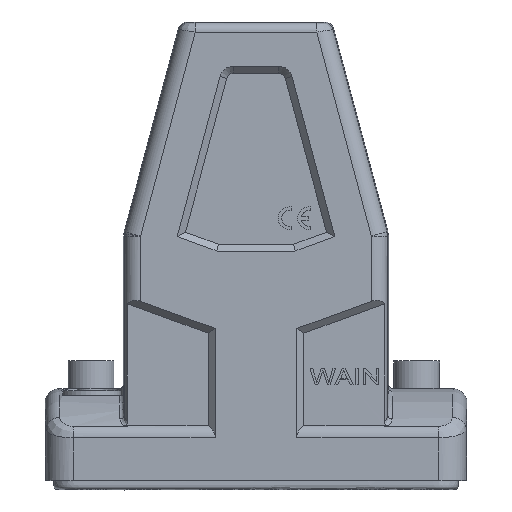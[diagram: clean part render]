
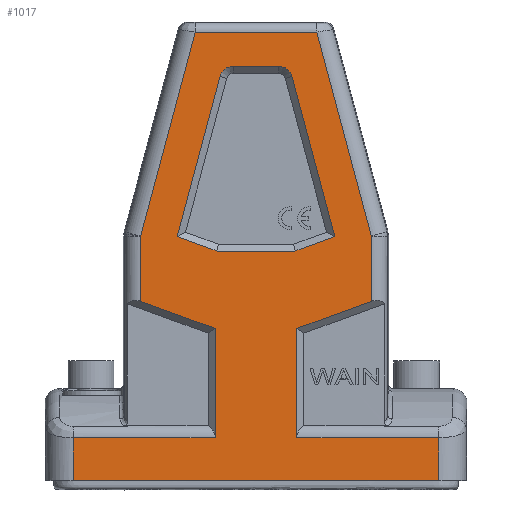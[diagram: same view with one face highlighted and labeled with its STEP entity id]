
A CAD part, top view. The second image highlights one B-rep face of the part: STEP entity #1017.
In plain terms, the highlighted planar face has unit normal (0, 0, 1).
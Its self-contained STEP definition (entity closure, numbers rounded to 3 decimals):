
#318=FACE_BOUND('',#2064,.T.);
#319=FACE_BOUND('',#2065,.T.);
#507=B_SPLINE_CURVE_WITH_KNOTS('',3,(#12480,#12481,#12482,#12483),
 .UNSPECIFIED.,.F.,.F.,(4,4),(0.,1.),.UNSPECIFIED.);
#511=B_SPLINE_CURVE_WITH_KNOTS('',3,(#12567,#12568,#12569,#12570),
 .UNSPECIFIED.,.F.,.F.,(4,4),(0.,1.),.UNSPECIFIED.);
#616=B_SPLINE_CURVE_WITH_KNOTS('',3,(#14517,#14518,#14519,#14520),
 .UNSPECIFIED.,.F.,.F.,(4,4),(0.,1.),.UNSPECIFIED.);
#622=B_SPLINE_CURVE_WITH_KNOTS('',3,(#14640,#14641,#14642,#14643),
 .UNSPECIFIED.,.F.,.F.,(4,4),(0.,1.),.UNSPECIFIED.);
#625=B_SPLINE_CURVE_WITH_KNOTS('',3,(#14659,#14660,#14661,#14662),
 .UNSPECIFIED.,.F.,.F.,(4,4),(0.,1.),.UNSPECIFIED.);
#629=B_SPLINE_CURVE_WITH_KNOTS('',3,(#14681,#14682,#14683,#14684),
 .UNSPECIFIED.,.F.,.F.,(4,4),(0.,1.),.UNSPECIFIED.);
#630=B_SPLINE_CURVE_WITH_KNOTS('',3,(#14708,#14709,#14710,#14711),
 .UNSPECIFIED.,.F.,.F.,(4,4),(0.,1.),.UNSPECIFIED.);
#1017=ADVANCED_FACE('',(#318,#319),#1256,.T.);
#1256=PLANE('',#7823);
#2064=EDGE_LOOP('',(#4176,#4177,#4178,#4179,#4180,#4181,#4182,#4183));
#2065=EDGE_LOOP('',(#4184,#4185,#4186,#4187,#4188,#4189,#4190,#4191,#4192,
#4193,#4194,#4195,#4196,#4197));
#2305=CIRCLE('',#7813,3.);
#2306=CIRCLE('',#7816,3.);
#4176=ORIENTED_EDGE('',*,*,#6068,.T.);
#4177=ORIENTED_EDGE('',*,*,#6065,.T.);
#4178=ORIENTED_EDGE('',*,*,#6060,.T.);
#4179=ORIENTED_EDGE('',*,*,#6059,.F.);
#4180=ORIENTED_EDGE('',*,*,#6055,.T.);
#4181=ORIENTED_EDGE('',*,*,#6053,.F.);
#4182=ORIENTED_EDGE('',*,*,#6050,.T.);
#4183=ORIENTED_EDGE('',*,*,#6070,.F.);
#4184=ORIENTED_EDGE('',*,*,#5751,.F.);
#4185=ORIENTED_EDGE('',*,*,#5746,.T.);
#4186=ORIENTED_EDGE('',*,*,#5740,.F.);
#4187=ORIENTED_EDGE('',*,*,#5723,.T.);
#4188=ORIENTED_EDGE('',*,*,#5720,.T.);
#4189=ORIENTED_EDGE('',*,*,#5718,.T.);
#4190=ORIENTED_EDGE('',*,*,#5711,.T.);
#4191=ORIENTED_EDGE('',*,*,#5706,.T.);
#4192=ORIENTED_EDGE('',*,*,#6071,.F.);
#4193=ORIENTED_EDGE('',*,*,#6072,.T.);
#4194=ORIENTED_EDGE('',*,*,#5999,.T.);
#4195=ORIENTED_EDGE('',*,*,#6004,.T.);
#4196=ORIENTED_EDGE('',*,*,#6005,.F.);
#4197=ORIENTED_EDGE('',*,*,#6010,.T.);
#4792=VERTEX_POINT('',#12114);
#4794=VERTEX_POINT('',#12119);
#4831=VERTEX_POINT('',#12477);
#4832=VERTEX_POINT('',#12479);
#4836=VERTEX_POINT('',#12571);
#4840=VERTEX_POINT('',#12599);
#4841=VERTEX_POINT('',#12603);
#4851=VERTEX_POINT('',#12671);
#4853=VERTEX_POINT('',#12732);
#5003=VERTEX_POINT('',#14516);
#5004=VERTEX_POINT('',#14521);
#5007=VERTEX_POINT('',#14532);
#5008=VERTEX_POINT('',#14536);
#5035=VERTEX_POINT('',#14632);
#5037=VERTEX_POINT('',#14639);
#5039=VERTEX_POINT('',#14650);
#5041=VERTEX_POINT('',#14663);
#5042=VERTEX_POINT('',#14673);
#5044=VERTEX_POINT('',#14685);
#5047=VERTEX_POINT('',#14692);
#5049=VERTEX_POINT('',#14701);
#5050=VERTEX_POINT('',#14707);
#5706=EDGE_CURVE('',#4831,#4832,#507,.T.);
#5711=EDGE_CURVE('',#4836,#4831,#511,.T.);
#5718=EDGE_CURVE('',#4840,#4836,#6510,.T.);
#5720=EDGE_CURVE('',#4841,#4840,#6512,.T.);
#5723=EDGE_CURVE('',#4794,#4841,#6513,.T.);
#5740=EDGE_CURVE('',#4794,#4851,#6519,.T.);
#5746=EDGE_CURVE('',#4853,#4851,#6521,.T.);
#5751=EDGE_CURVE('',#4853,#4792,#6522,.T.);
#5999=EDGE_CURVE('',#5004,#5003,#616,.T.);
#6004=EDGE_CURVE('',#5003,#5007,#6631,.T.);
#6005=EDGE_CURVE('',#5008,#5007,#6632,.T.);
#6010=EDGE_CURVE('',#5008,#4792,#6635,.T.);
#6050=EDGE_CURVE('',#5035,#5037,#622,.T.);
#6053=EDGE_CURVE('',#5035,#5039,#2305,.T.);
#6055=EDGE_CURVE('',#5041,#5039,#625,.T.);
#6059=EDGE_CURVE('',#5041,#5042,#2306,.T.);
#6060=EDGE_CURVE('',#5044,#5042,#629,.T.);
#6065=EDGE_CURVE('',#5047,#5044,#6667,.T.);
#6068=EDGE_CURVE('',#5049,#5047,#6670,.T.);
#6070=EDGE_CURVE('',#5049,#5037,#6672,.T.);
#6071=EDGE_CURVE('',#5050,#4832,#6673,.T.);
#6072=EDGE_CURVE('',#5050,#5004,#630,.T.);
#6510=LINE('',#12598,#7070);
#6512=LINE('',#12602,#7072);
#6513=LINE('',#12610,#7073);
#6519=LINE('',#12670,#7079);
#6521=LINE('',#12735,#7081);
#6522=LINE('',#12795,#7082);
#6631=LINE('',#14533,#7191);
#6632=LINE('',#14535,#7192);
#6635=LINE('',#14551,#7195);
#6667=LINE('',#14694,#7227);
#6670=LINE('',#14700,#7230);
#6672=LINE('',#14704,#7232);
#6673=LINE('',#14706,#7233);
#7070=VECTOR('',#8867,1.);
#7072=VECTOR('',#8871,1.);
#7073=VECTOR('',#8876,1.);
#7079=VECTOR('',#8904,1.);
#7081=VECTOR('',#8908,1.);
#7082=VECTOR('',#8911,1.);
#7191=VECTOR('',#9326,1.);
#7192=VECTOR('',#9329,1.);
#7195=VECTOR('',#9338,1.);
#7227=VECTOR('',#9436,1.);
#7230=VECTOR('',#9443,1.);
#7232=VECTOR('',#9447,1.);
#7233=VECTOR('',#9450,1.);
#7813=AXIS2_PLACEMENT_3D('',#14652,#9420,#9421);
#7816=AXIS2_PLACEMENT_3D('',#14679,#9426,#9427);
#7823=AXIS2_PLACEMENT_3D('',#14712,#9451,#9452);
#8867=DIRECTION('',(0.,-1.,0.));
#8871=DIRECTION('',(0.94,-0.342,0.));
#8876=DIRECTION('',(0.,-1.,0.));
#8904=DIRECTION('',(0.259,0.966,0.));
#8908=DIRECTION('',(-1.,0.,0.));
#8911=DIRECTION('',(0.259,-0.966,0.));
#9326=DIRECTION('',(0.,1.,0.));
#9329=DIRECTION('',(-0.94,-0.342,0.));
#9338=DIRECTION('',(0.,1.,0.));
#9420=DIRECTION('',(0.,0.,1.));
#9421=DIRECTION('',(0.966,0.259,0.));
#9426=DIRECTION('',(0.,0.,1.));
#9427=DIRECTION('',(0.,1.,0.));
#9436=DIRECTION('',(-0.94,0.342,0.));
#9443=DIRECTION('',(-1.,0.,0.));
#9447=DIRECTION('',(0.94,0.342,0.));
#9450=DIRECTION('',(-1.,0.,0.));
#9451=DIRECTION('',(0.,0.,1.));
#9452=DIRECTION('',(1.,0.,0.));
#12114=CARTESIAN_POINT('',(25.182,53.278,28.5));
#12119=CARTESIAN_POINT('',(-25.182,53.26,28.5));
#12477=CARTESIAN_POINT('',(-39.803,9.285,28.5));
#12479=CARTESIAN_POINT('',(-39.803,0.,28.5));
#12480=CARTESIAN_POINT('',(-39.803,9.285,28.5));
#12481=CARTESIAN_POINT('',(-39.803,6.19,28.5));
#12482=CARTESIAN_POINT('',(-39.803,3.095,28.5));
#12483=CARTESIAN_POINT('',(-39.803,0.,28.5));
#12567=CARTESIAN_POINT('',(-8.914,9.285,28.5));
#12568=CARTESIAN_POINT('',(-19.211,9.285,28.5));
#12569=CARTESIAN_POINT('',(-29.507,9.285,28.5));
#12570=CARTESIAN_POINT('',(-39.803,9.285,28.5));
#12571=CARTESIAN_POINT('',(-8.914,9.285,28.5));
#12598=CARTESIAN_POINT('',(-8.914,33.13,28.5));
#12599=CARTESIAN_POINT('',(-8.914,33.13,28.5));
#12602=CARTESIAN_POINT('',(-25.182,39.051,28.5));
#12603=CARTESIAN_POINT('',(-25.182,39.051,28.5));
#12610=CARTESIAN_POINT('',(-25.182,53.26,28.5));
#12670=CARTESIAN_POINT('',(-25.182,53.26,28.5));
#12671=CARTESIAN_POINT('',(-13.256,97.769,28.5));
#12732=CARTESIAN_POINT('',(13.261,97.769,28.5));
#12735=CARTESIAN_POINT('',(13.261,97.769,28.5));
#12795=CARTESIAN_POINT('',(13.261,97.769,28.5));
#14516=CARTESIAN_POINT('',(8.914,9.285,28.5));
#14517=CARTESIAN_POINT('',(39.803,9.285,28.5));
#14518=CARTESIAN_POINT('',(29.507,9.285,28.5));
#14519=CARTESIAN_POINT('',(19.211,9.285,28.5));
#14520=CARTESIAN_POINT('',(8.914,9.285,28.5));
#14521=CARTESIAN_POINT('',(39.803,9.285,28.5));
#14532=CARTESIAN_POINT('',(8.914,33.13,28.5));
#14533=CARTESIAN_POINT('',(8.914,9.285,28.5));
#14535=CARTESIAN_POINT('',(25.182,39.051,28.5));
#14536=CARTESIAN_POINT('',(25.182,39.051,28.5));
#14551=CARTESIAN_POINT('',(25.182,39.051,28.5));
#14632=CARTESIAN_POINT('',(7.837,88.059,28.5));
#14639=CARTESIAN_POINT('',(17.186,53.168,28.5));
#14640=CARTESIAN_POINT('',(7.837,88.059,28.5));
#14641=CARTESIAN_POINT('',(10.954,76.428,28.5));
#14642=CARTESIAN_POINT('',(14.07,64.798,28.5));
#14643=CARTESIAN_POINT('',(17.186,53.168,28.5));
#14650=CARTESIAN_POINT('',(4.94,90.282,28.5));
#14652=CARTESIAN_POINT('',(4.94,87.282,28.5));
#14659=CARTESIAN_POINT('',(-4.94,90.282,28.5));
#14660=CARTESIAN_POINT('',(-1.647,90.282,28.5));
#14661=CARTESIAN_POINT('',(1.647,90.282,28.5));
#14662=CARTESIAN_POINT('',(4.94,90.282,28.5));
#14663=CARTESIAN_POINT('',(-4.94,90.282,28.5));
#14673=CARTESIAN_POINT('',(-7.837,88.059,28.5));
#14679=CARTESIAN_POINT('',(-4.94,87.282,28.5));
#14681=CARTESIAN_POINT('',(-17.186,53.168,28.5));
#14682=CARTESIAN_POINT('',(-14.07,64.798,28.5));
#14683=CARTESIAN_POINT('',(-10.954,76.428,28.5));
#14684=CARTESIAN_POINT('',(-7.837,88.059,28.5));
#14685=CARTESIAN_POINT('',(-17.186,53.168,28.5));
#14692=CARTESIAN_POINT('',(-8.483,50.,28.5));
#14694=CARTESIAN_POINT('',(-8.483,50.,28.5));
#14700=CARTESIAN_POINT('',(8.483,50.,28.5));
#14701=CARTESIAN_POINT('',(8.483,50.,28.5));
#14704=CARTESIAN_POINT('',(8.483,50.,28.5));
#14706=CARTESIAN_POINT('',(39.803,0.,28.5));
#14707=CARTESIAN_POINT('',(39.803,0.,28.5));
#14708=CARTESIAN_POINT('',(39.803,0.,28.5));
#14709=CARTESIAN_POINT('',(39.803,3.095,28.5));
#14710=CARTESIAN_POINT('',(39.803,6.19,28.5));
#14711=CARTESIAN_POINT('',(39.803,9.285,28.5));
#14712=CARTESIAN_POINT('',(0.,0.,28.5));
